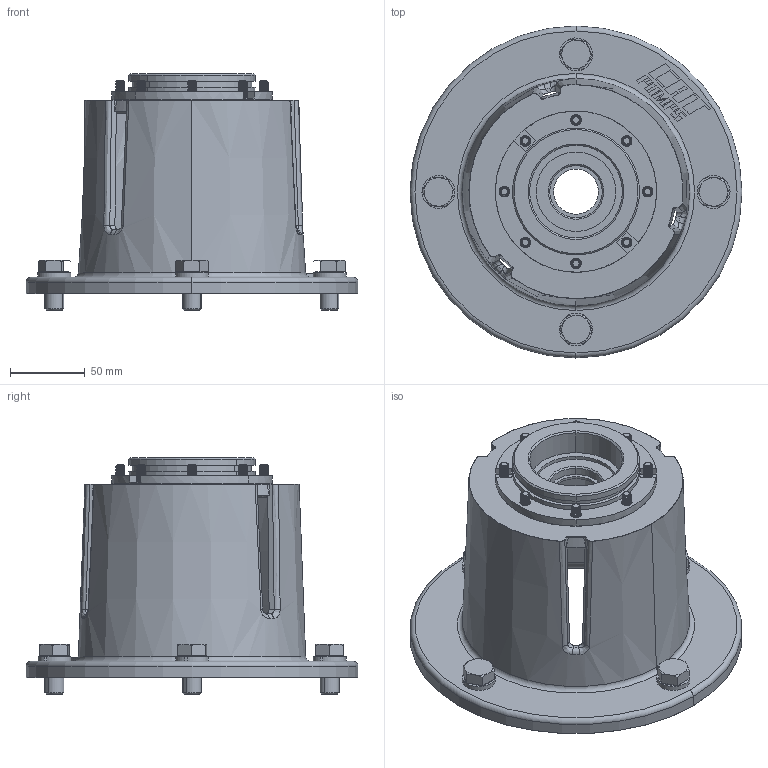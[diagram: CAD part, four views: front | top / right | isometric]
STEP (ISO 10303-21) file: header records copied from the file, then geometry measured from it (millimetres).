
FILE_DESCRIPTION (( 'STEP AP203' ), '1' );
FILE_NAME ('76184.7FR.STEP', '2019-07-02T19:44:56', ( 'IT' ), ( 'Microsoft' ), 'SwSTEP 2.0', 'SolidWorks 2019', '' );
FILE_SCHEMA (( 'CONFIG_CONTROL_DESIGN' ));
Length unit declared in the file: inch
Products named in the file (1): 76184.7FR
Bounding box: 222.25 x 222.25 x 158.61 mm (x, y, z)
Surface area: 216020.3 mm2 (no closed solid volume)
Topology: 0 solids, 35 shells, 962 faces, 2892 edges, 1938 vertices
Faces by surface type: cylinder 586, plane 172, cone 102, bspline 57, torus 45
Entity records: 46490 total; most frequent: CARTESIAN_POINT 24276, ORIENTED_EDGE 4862, DIRECTION 4007, EDGE_CURVE 2892, VERTEX_POINT 1938, AXIS2_PLACEMENT_3D 1485, VECTOR 1037, LINE 1037
